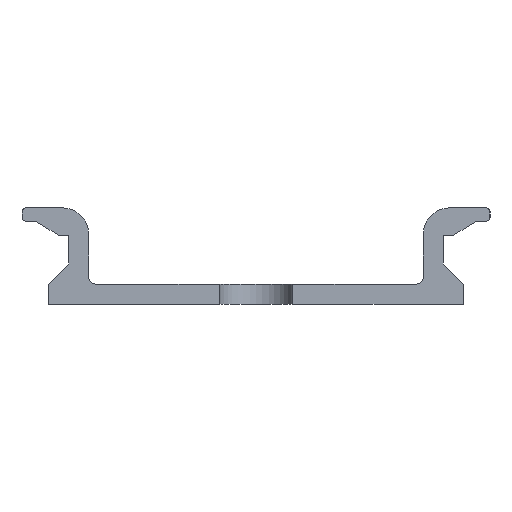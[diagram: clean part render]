
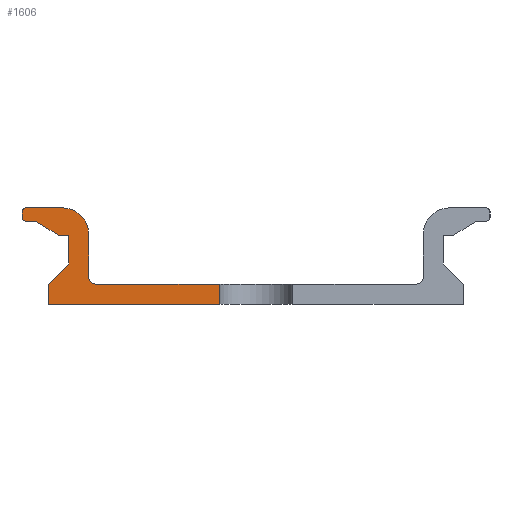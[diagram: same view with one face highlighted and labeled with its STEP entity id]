
A CAD part, left-side view. The second image highlights one B-rep face of the part: STEP entity #1606.
In plain terms, the highlighted planar face has unit normal (-1, 0, 0).
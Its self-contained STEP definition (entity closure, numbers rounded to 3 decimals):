
#52=CIRCLE('',#1702,0.5);
#53=CIRCLE('',#1703,2.);
#54=CIRCLE('',#1704,0.3);
#55=CIRCLE('',#1705,0.3);
#116=ORIENTED_EDGE('',*,*,#596,.F.);
#117=ORIENTED_EDGE('',*,*,#597,.F.);
#118=ORIENTED_EDGE('',*,*,#598,.T.);
#119=ORIENTED_EDGE('',*,*,#599,.F.);
#120=ORIENTED_EDGE('',*,*,#600,.F.);
#121=ORIENTED_EDGE('',*,*,#601,.F.);
#122=ORIENTED_EDGE('',*,*,#602,.F.);
#123=ORIENTED_EDGE('',*,*,#603,.F.);
#124=ORIENTED_EDGE('',*,*,#604,.F.);
#125=ORIENTED_EDGE('',*,*,#605,.F.);
#126=ORIENTED_EDGE('',*,*,#606,.F.);
#127=ORIENTED_EDGE('',*,*,#607,.F.);
#128=ORIENTED_EDGE('',*,*,#608,.F.);
#129=ORIENTED_EDGE('',*,*,#609,.F.);
#130=ORIENTED_EDGE('',*,*,#610,.F.);
#131=ORIENTED_EDGE('',*,*,#611,.F.);
#596=EDGE_CURVE('',#836,#837,#996,.T.);
#597=EDGE_CURVE('',#838,#836,#997,.T.);
#598=EDGE_CURVE('',#838,#839,#52,.T.);
#599=EDGE_CURVE('',#840,#839,#998,.T.);
#600=EDGE_CURVE('',#841,#840,#53,.T.);
#601=EDGE_CURVE('',#842,#841,#999,.T.);
#602=EDGE_CURVE('',#843,#842,#54,.T.);
#603=EDGE_CURVE('',#844,#843,#1000,.T.);
#604=EDGE_CURVE('',#845,#844,#55,.T.);
#605=EDGE_CURVE('',#846,#845,#1001,.T.);
#606=EDGE_CURVE('',#847,#846,#1002,.T.);
#607=EDGE_CURVE('',#848,#847,#1003,.T.);
#608=EDGE_CURVE('',#849,#848,#1004,.T.);
#609=EDGE_CURVE('',#850,#849,#1005,.T.);
#610=EDGE_CURVE('',#851,#850,#1006,.T.);
#611=EDGE_CURVE('',#837,#851,#1007,.T.);
#836=VERTEX_POINT('',#2320);
#837=VERTEX_POINT('',#2321);
#838=VERTEX_POINT('',#2323);
#839=VERTEX_POINT('',#2325);
#840=VERTEX_POINT('',#2327);
#841=VERTEX_POINT('',#2329);
#842=VERTEX_POINT('',#2331);
#843=VERTEX_POINT('',#2333);
#844=VERTEX_POINT('',#2335);
#845=VERTEX_POINT('',#2337);
#846=VERTEX_POINT('',#2339);
#847=VERTEX_POINT('',#2341);
#848=VERTEX_POINT('',#2343);
#849=VERTEX_POINT('',#2345);
#850=VERTEX_POINT('',#2347);
#851=VERTEX_POINT('',#2349);
#996=LINE('',#2319,#1172);
#997=LINE('',#2322,#1173);
#998=LINE('',#2326,#1174);
#999=LINE('',#2330,#1175);
#1000=LINE('',#2334,#1176);
#1001=LINE('',#2338,#1177);
#1002=LINE('',#2340,#1178);
#1003=LINE('',#2342,#1179);
#1004=LINE('',#2344,#1180);
#1005=LINE('',#2346,#1181);
#1006=LINE('',#2348,#1182);
#1007=LINE('',#2350,#1183);
#1172=VECTOR('',#1851,1000.);
#1173=VECTOR('',#1852,1000.);
#1174=VECTOR('',#1855,1000.);
#1175=VECTOR('',#1858,1000.);
#1176=VECTOR('',#1861,1000.);
#1177=VECTOR('',#1864,1000.);
#1178=VECTOR('',#1865,1000.);
#1179=VECTOR('',#1866,1000.);
#1180=VECTOR('',#1867,1000.);
#1181=VECTOR('',#1868,1000.);
#1182=VECTOR('',#1869,1000.);
#1183=VECTOR('',#1870,1000.);
#1348=EDGE_LOOP('',(#116,#117,#118,#119,#120,#121,#122,#123,#124,#125,#126,
#127,#128,#129,#130,#131));
#1452=FACE_BOUND('',#1348,.T.);
#1556=PLANE('',#1701);
#1606=ADVANCED_FACE('',(#1452),#1556,.F.);
#1701=AXIS2_PLACEMENT_3D('',#2318,#1849,#1850);
#1702=AXIS2_PLACEMENT_3D('',#2324,#1853,#1854);
#1703=AXIS2_PLACEMENT_3D('',#2328,#1856,#1857);
#1704=AXIS2_PLACEMENT_3D('',#2332,#1859,#1860);
#1705=AXIS2_PLACEMENT_3D('',#2336,#1862,#1863);
#1849=DIRECTION('',(1.,0.,0.));
#1850=DIRECTION('',(0.,0.,-1.));
#1851=DIRECTION('',(0.,0.,-1.));
#1852=DIRECTION('',(0.,-1.,0.));
#1853=DIRECTION('',(1.,0.,0.));
#1854=DIRECTION('',(0.,0.,-1.));
#1855=DIRECTION('',(0.,0.,-1.));
#1856=DIRECTION('',(1.,0.,0.));
#1857=DIRECTION('',(0.,0.,-1.));
#1858=DIRECTION('',(0.,-1.,0.));
#1859=DIRECTION('',(1.,0.,0.));
#1860=DIRECTION('',(0.,0.,-1.));
#1861=DIRECTION('',(0.,0.,1.));
#1862=DIRECTION('',(1.,0.,0.));
#1863=DIRECTION('',(0.,0.,-1.));
#1864=DIRECTION('',(0.,1.,0.));
#1865=DIRECTION('',(0.,0.857,0.515));
#1866=DIRECTION('',(0.,1.,0.));
#1867=DIRECTION('',(0.,0.,1.));
#1868=DIRECTION('',(0.,-0.707,0.707));
#1869=DIRECTION('',(0.,0.,1.));
#1870=DIRECTION('',(0.,1.,0.));
#2318=CARTESIAN_POINT('',(-75.,-17.2,6.9));
#2319=CARTESIAN_POINT('',(-75.,2.75,6.9));
#2320=CARTESIAN_POINT('',(-75.,2.75,1.5));
#2321=CARTESIAN_POINT('',(-75.,2.75,0.));
#2322=CARTESIAN_POINT('',(-75.,12.,1.5));
#2323=CARTESIAN_POINT('',(-75.,12.,1.5));
#2324=CARTESIAN_POINT('',(-75.,12.,2.));
#2325=CARTESIAN_POINT('',(-75.,12.5,2.));
#2326=CARTESIAN_POINT('',(-75.,12.5,5.2));
#2327=CARTESIAN_POINT('',(-75.,12.5,5.2));
#2328=CARTESIAN_POINT('',(-75.,14.5,5.2));
#2329=CARTESIAN_POINT('',(-75.,14.5,7.2));
#2330=CARTESIAN_POINT('',(-75.,17.2,7.2));
#2331=CARTESIAN_POINT('',(-75.,17.2,7.2));
#2332=CARTESIAN_POINT('',(-75.,17.2,6.9));
#2333=CARTESIAN_POINT('',(-75.,17.5,6.9));
#2334=CARTESIAN_POINT('',(-75.,17.5,6.5));
#2335=CARTESIAN_POINT('',(-75.,17.5,6.5));
#2336=CARTESIAN_POINT('',(-75.,17.2,6.5));
#2337=CARTESIAN_POINT('',(-75.,17.2,6.2));
#2338=CARTESIAN_POINT('',(-75.,16.5,6.2));
#2339=CARTESIAN_POINT('',(-75.,16.5,6.2));
#2340=CARTESIAN_POINT('',(-75.,14.782,5.167));
#2341=CARTESIAN_POINT('',(-75.,14.782,5.167));
#2342=CARTESIAN_POINT('',(-75.,14.,5.167));
#2343=CARTESIAN_POINT('',(-75.,14.,5.167));
#2344=CARTESIAN_POINT('',(-75.,14.,3.));
#2345=CARTESIAN_POINT('',(-75.,14.,3.));
#2346=CARTESIAN_POINT('',(-75.,15.5,1.5));
#2347=CARTESIAN_POINT('',(-75.,15.5,1.5));
#2348=CARTESIAN_POINT('',(-75.,15.5,0.));
#2349=CARTESIAN_POINT('',(-75.,15.5,0.));
#2350=CARTESIAN_POINT('',(-75.,-15.5,0.));
